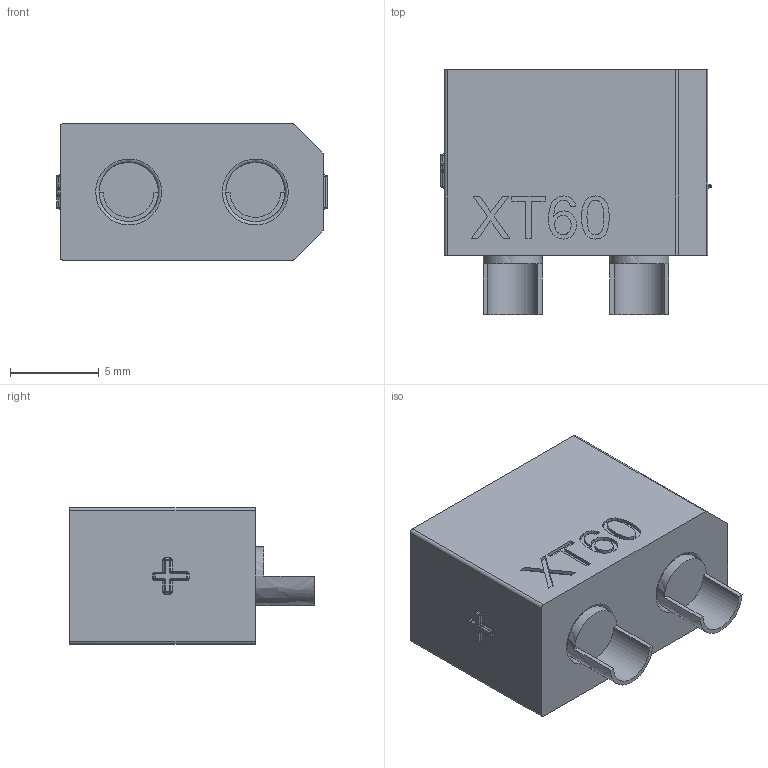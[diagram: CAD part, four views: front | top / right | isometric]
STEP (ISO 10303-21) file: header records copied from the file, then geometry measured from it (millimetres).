
FILE_DESCRIPTION(('FreeCAD Model'),'2;1');
FILE_NAME('Open CASCADE Shape Model','2025-04-30T10:46:53',('FreeCAD'),( 'FreeCAD'),'Open CASCADE STEP processor 7.6','FreeCAD','Unknown');
FILE_SCHEMA(('AUTOMOTIVE_DESIGN { 1 0 10303 214 1 1 1 1 }'));
Length unit declared in the file: millimetre
Products named in the file (1): Open CASCADE STEP translator 7.6 1
Bounding box: 15.26 x 13.83 x 7.73 mm (x, y, z)
Volume: 404.1 mm3; surface area: 1367 mm2
Topology: 3 solids, 3 shells, 221 faces, 537 edges, 331 vertices
Faces by surface type: bspline 221
Entity records: 6752 total; most frequent: CARTESIAN_POINT 3600, ORIENTED_EDGE 1074, EDGE_CURVE 537, B_SPLINE_CURVE_WITH_KNOTS 379, VERTEX_POINT 331, FACE_BOUND 234, EDGE_LOOP 234, ADVANCED_FACE 221
